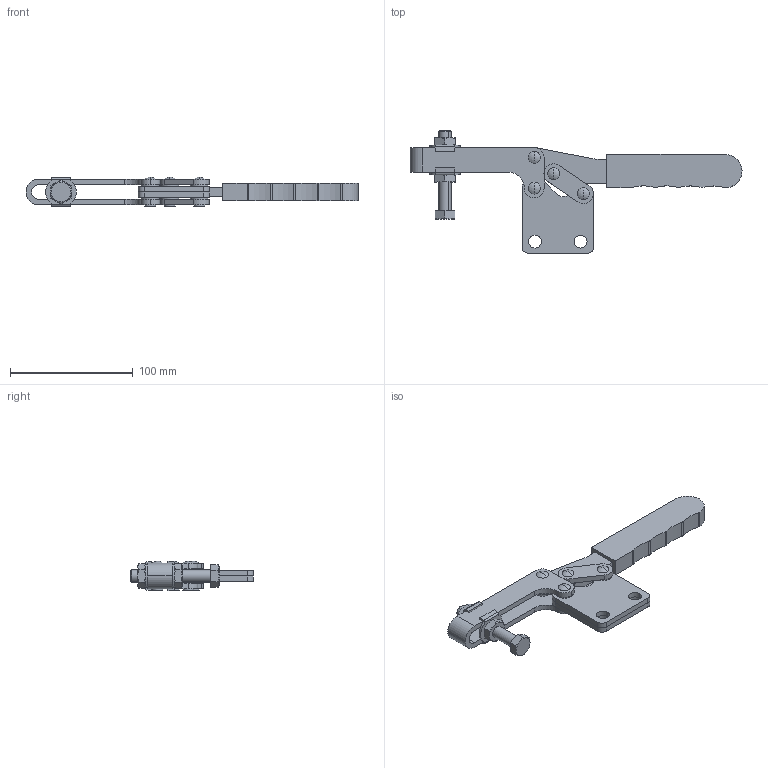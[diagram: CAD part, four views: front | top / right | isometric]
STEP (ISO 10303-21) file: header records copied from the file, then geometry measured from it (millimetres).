
FILE_DESCRIPTION (( 'STEP AP214' ), '1' );
FILE_NAME ('GH-22384(Â²¤Æ)-1.STEP', '2020-07-15T07:45:55', ( 'LinWei' ), ( '' ), 'SwSTEP 2.0', 'SolidWorks 2016', '' );
FILE_SCHEMA (( 'AUTOMOTIVE_DESIGN' ));
Length unit declared in the file: millimetre
Products named in the file (6): Group4^GH-22384(簡化); Group5^GH-22384(簡化)-1; Group3^GH-22384(簡化)-1; Group2^GH-22384(簡化)-1; Group1^GH-22384(簡化)-1; GH-22384(簡化)-1
Assembly tree (5 placements, depth 2):
  GH-22384(簡化)-1
    Group1^GH-22384(簡化)-1
    Group2^GH-22384(簡化)-1
    Group3^GH-22384(簡化)-1
    Group5^GH-22384(簡化)-1
    Group4^GH-22384(簡化)
Bounding box: 270 x 99.75 x 24.02 mm (x, y, z)
Volume: 109630.9 mm3; surface area: 46564.2 mm2
Topology: 4 solids, 8 shells, 274 faces, 650 edges, 414 vertices
Faces by surface type: cylinder 118, plane 108, cone 40, sphere 8
Entity records: 9322 total; most frequent: CARTESIAN_POINT 1691, DIRECTION 1431, ORIENTED_EDGE 1300, EDGE_CURVE 650, AXIS2_PLACEMENT_3D 558, VERTEX_POINT 414, EDGE_LOOP 318, VECTOR 315
